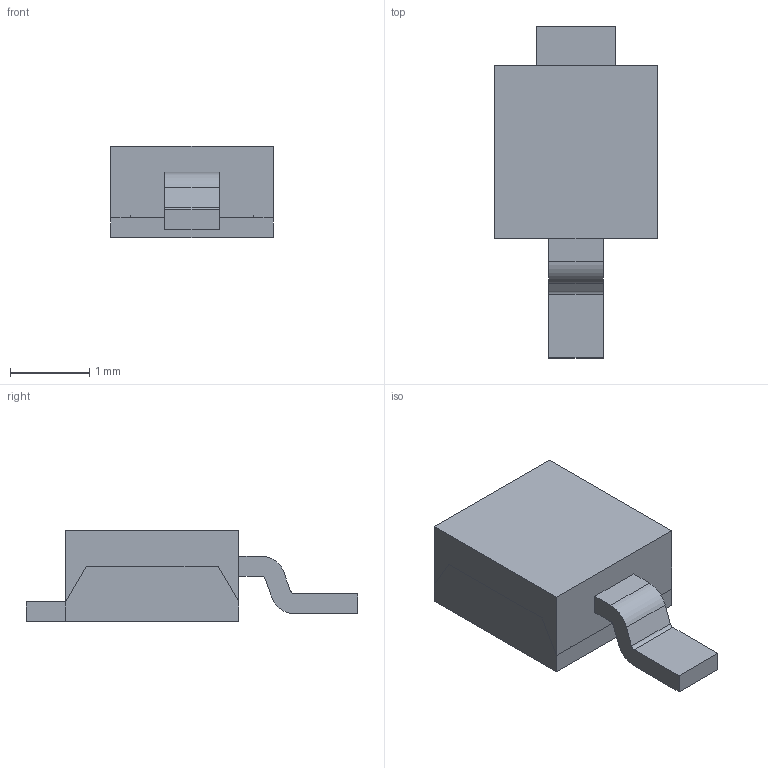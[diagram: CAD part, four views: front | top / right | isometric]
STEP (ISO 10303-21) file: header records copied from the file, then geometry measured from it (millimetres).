
FILE_DESCRIPTION (( 'STEP AP214' ), '1' );
FILE_NAME ('MBRM140T3G.STEP', '2021-10-24T10:38:28', ( '' ), ( '' ), 'SwSTEP 2.0', 'SolidWorks 2018', '' );
FILE_SCHEMA (( 'AUTOMOTIVE_DESIGN' ));
Length unit declared in the file: millimetre
Products named in the file (2): MBRM140T3G
Bounding box: 2.05 x 4.18 x 1.15 mm (x, y, z)
Volume: 5.6 mm3; surface area: 36.5 mm2
Topology: 3 solids, 3 shells, 46 faces, 112 edges, 72 vertices
Faces by surface type: plane 42, cylinder 4
Entity records: 1893 total; most frequent: CARTESIAN_POINT 232, ORIENTED_EDGE 224, DIRECTION 216, EDGE_CURVE 112, VECTOR 104, LINE 104, VERTEX_POINT 72, AXIS2_PLACEMENT_3D 56
